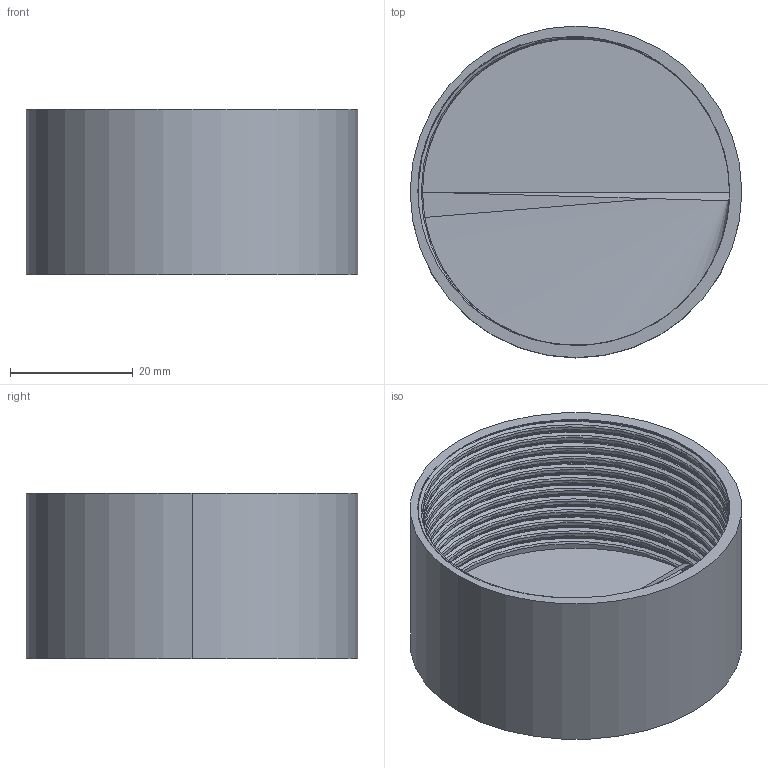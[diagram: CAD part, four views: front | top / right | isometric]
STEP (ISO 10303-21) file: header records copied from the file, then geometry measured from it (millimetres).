
FILE_DESCRIPTION (( 'STEP AP214' ), '1' );
FILE_NAME ('cap.STEP', '2026-01-12T23:16:20', ( '' ), ( '' ), 'SwSTEP 2.0', 'SolidWorks 2025', '' );
FILE_SCHEMA (( 'AUTOMOTIVE_DESIGN' ));
Length unit declared in the file: millimetre
Products named in the file (1): cap
Bounding box: 54 x 54 x 27 mm (x, y, z)
Volume: 21877.7 mm3; surface area: 12368.8 mm2
Topology: 1 solids, 1 shells, 36 faces, 100 edges, 67 vertices
Faces by surface type: cylinder 26, bspline 7, plane 3
Full cylindrical faces by diameter (mm): 50 x1
Entity records: 9801 total; most frequent: CARTESIAN_POINT 9029, ORIENTED_EDGE 204, EDGE_CURVE 102, DIRECTION 98, VERTEX_POINT 69, EDGE_LOOP 37, B_SPLINE_CURVE_WITH_KNOTS 37, FACE_OUTER_BOUND 36
